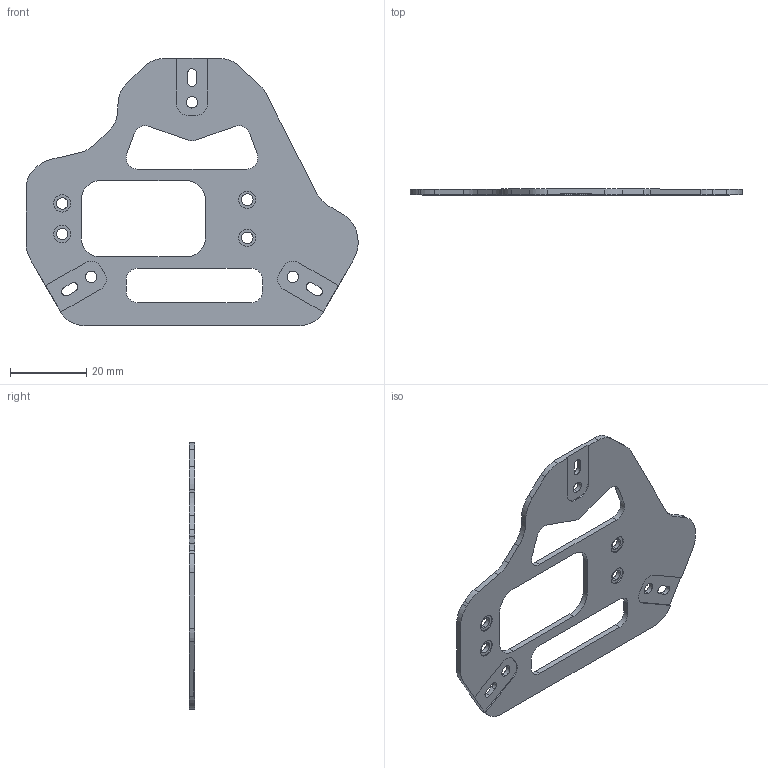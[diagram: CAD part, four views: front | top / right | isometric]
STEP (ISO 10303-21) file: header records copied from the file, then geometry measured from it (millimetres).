
FILE_DESCRIPTION (( 'STEP AP214' ), '1' );
FILE_NAME ('PEN-018695-01Dec20.STEP', '2020-12-02T02:36:55', ( '' ), ( '' ), 'SwSTEP 2.0', 'SolidWorks 2020', '' );
FILE_SCHEMA (( 'AUTOMOTIVE_DESIGN' ));
Length unit declared in the file: inch
Products named in the file (1): PEN-018695-01Dec20
Bounding box: 87 x 1.5 x 70 mm (x, y, z)
Volume: 4590.9 mm3; surface area: 7203.9 mm2
Topology: 1 solids, 1 shells, 117 faces, 333 edges, 222 vertices
Faces by surface type: cylinder 66, plane 51
Entity records: 3952 total; most frequent: DIRECTION 700, CARTESIAN_POINT 676, ORIENTED_EDGE 666, EDGE_CURVE 333, AXIS2_PLACEMENT_3D 250, VERTEX_POINT 222, LINE 200, VECTOR 200
